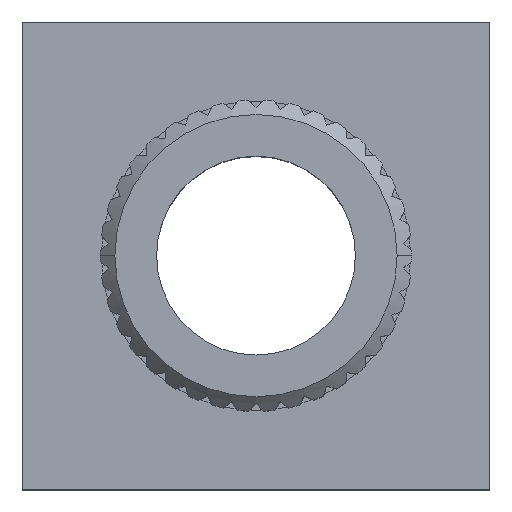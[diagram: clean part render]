
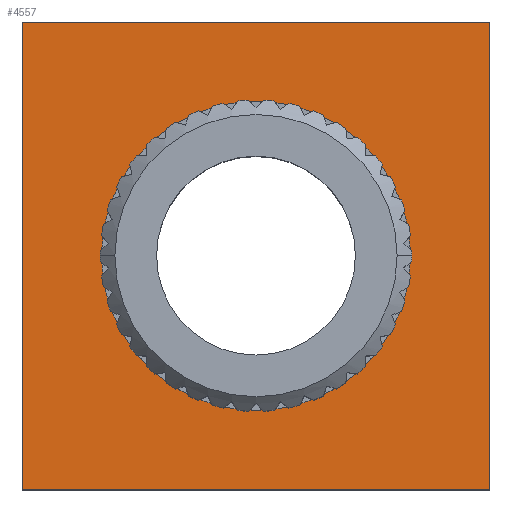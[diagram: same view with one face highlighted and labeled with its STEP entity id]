
A CAD part, top view. The second image highlights one B-rep face of the part: STEP entity #4557.
In plain terms, the highlighted planar face has unit normal (0, 0, 1).
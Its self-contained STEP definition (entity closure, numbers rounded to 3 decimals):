
#5 = EDGE_CURVE ( 'NONE', #5116, #3114, #3984, .T. ) ;
#163 = VERTEX_POINT ( 'NONE', #4124 ) ;
#244 = AXIS2_PLACEMENT_3D ( 'NONE', #4905, #6477, #1132 ) ;
#373 = EDGE_CURVE ( 'NONE', #6013, #2421, #2932, .T. ) ;
#410 = DIRECTION ( 'NONE',  ( 1., 0., 0. ) ) ;
#524 = FACE_OUTER_BOUND ( 'NONE', #3417, .T. ) ;
#673 = CARTESIAN_POINT ( 'NONE',  ( -8., -8., 2. ) ) ;
#708 = CARTESIAN_POINT ( 'NONE',  ( -8., -8., 2. ) ) ;
#789 = FACE_BOUND ( 'NONE', #3866, .T. ) ;
#803 = DIRECTION ( 'NONE',  ( 1., 0., 0. ) ) ;
#886 = DIRECTION ( 'NONE',  ( -1., 0., 0. ) ) ;
#976 = AXIS2_PLACEMENT_3D ( 'NONE', #6497, #3705, #803 ) ;
#1132 = DIRECTION ( 'NONE',  ( 1., 0., 0. ) ) ;
#1230 = VECTOR ( 'NONE', #4916, 1000. ) ;
#1340 = PLANE ( 'NONE',  #2325 ) ;
#1423 = LINE ( 'NONE', #708, #5716 ) ;
#1530 = CARTESIAN_POINT ( 'NONE',  ( 0., 0., 2. ) ) ;
#1533 = EDGE_CURVE ( 'NONE', #3114, #163, #5721, .T. ) ;
#1669 = CARTESIAN_POINT ( 'NONE',  ( -5.275, 0., 2. ) ) ;
#1793 = ORIENTED_EDGE ( 'NONE', *, *, #3207, .T. ) ;
#2325 = AXIS2_PLACEMENT_3D ( 'NONE', #1530, #2605, #410 ) ;
#2421 = VERTEX_POINT ( 'NONE', #1669 ) ;
#2605 = DIRECTION ( 'NONE',  ( 0., 0., 1. ) ) ;
#2850 = VERTEX_POINT ( 'NONE', #673 ) ;
#2932 = CIRCLE ( 'NONE', #244, 5.275 ) ;
#3114 = VERTEX_POINT ( 'NONE', #3134 ) ;
#3134 = CARTESIAN_POINT ( 'NONE',  ( 8., 8., 2. ) ) ;
#3207 = EDGE_CURVE ( 'NONE', #163, #2850, #5267, .T. ) ;
#3234 = ORIENTED_EDGE ( 'NONE', *, *, #7074, .T. ) ;
#3394 = ORIENTED_EDGE ( 'NONE', *, *, #6175, .F. ) ;
#3417 = EDGE_LOOP ( 'NONE', ( #4069, #3666, #1793, #3234 ) ) ;
#3666 = ORIENTED_EDGE ( 'NONE', *, *, #1533, .T. ) ;
#3686 = CARTESIAN_POINT ( 'NONE',  ( 8., -8., 2. ) ) ;
#3705 = DIRECTION ( 'NONE',  ( 0., 0., 1. ) ) ;
#3866 = EDGE_LOOP ( 'NONE', ( #3394, #5226 ) ) ;
#3972 = CIRCLE ( 'NONE', #976, 5.275 ) ;
#3984 = LINE ( 'NONE', #6263, #6362 ) ;
#4066 = DIRECTION ( 'NONE',  ( 0., 1., 0. ) ) ;
#4069 = ORIENTED_EDGE ( 'NONE', *, *, #5, .T. ) ;
#4124 = CARTESIAN_POINT ( 'NONE',  ( -8., 8., 2. ) ) ;
#4279 = CARTESIAN_POINT ( 'NONE',  ( -8., 8., 2. ) ) ;
#4557 = ADVANCED_FACE ( 'NONE', ( #524, #789 ), #1340, .T. ) ;
#4746 = CARTESIAN_POINT ( 'NONE',  ( -8., 8., 2. ) ) ;
#4905 = CARTESIAN_POINT ( 'NONE',  ( 0., 0., 2. ) ) ;
#4916 = DIRECTION ( 'NONE',  ( 0., -1., 0. ) ) ;
#5109 = VECTOR ( 'NONE', #886, 1000. ) ;
#5116 = VERTEX_POINT ( 'NONE', #3686 ) ;
#5176 = DIRECTION ( 'NONE',  ( 1., 0., 0. ) ) ;
#5226 = ORIENTED_EDGE ( 'NONE', *, *, #373, .F. ) ;
#5251 = CARTESIAN_POINT ( 'NONE',  ( 5.275, 0., 2. ) ) ;
#5267 = LINE ( 'NONE', #4279, #1230 ) ;
#5716 = VECTOR ( 'NONE', #5176, 1000. ) ;
#5721 = LINE ( 'NONE', #4746, #5109 ) ;
#6013 = VERTEX_POINT ( 'NONE', #5251 ) ;
#6175 = EDGE_CURVE ( 'NONE', #2421, #6013, #3972, .T. ) ;
#6263 = CARTESIAN_POINT ( 'NONE',  ( 8., 8., 2. ) ) ;
#6362 = VECTOR ( 'NONE', #4066, 1000. ) ;
#6477 = DIRECTION ( 'NONE',  ( 0., 0., 1. ) ) ;
#6497 = CARTESIAN_POINT ( 'NONE',  ( 0., 0., 2. ) ) ;
#7074 = EDGE_CURVE ( 'NONE', #2850, #5116, #1423, .T. ) ;
